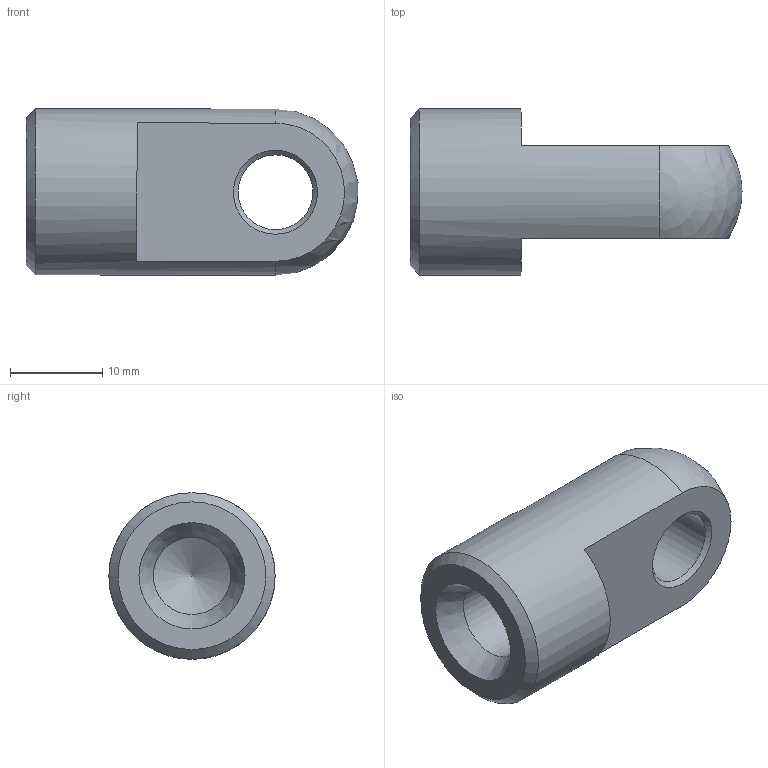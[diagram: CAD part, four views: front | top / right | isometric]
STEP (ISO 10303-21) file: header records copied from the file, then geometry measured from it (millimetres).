
FILE_DESCRIPTION(('FreeCAD Model'),'2;1');
FILE_NAME('Eye 14mm rod 8.1mm hole.stp','2016-02-25T13:28:25',('Author'),(''), 'Open CASCADE STEP processor 6.8','FreeCAD','Unknown');
FILE_SCHEMA(('AUTOMOTIVE_DESIGN_CC2 { 1 2 10303 214 -1 1 5 4 }'));
Length unit declared in the file: millimetre
Products named in the file (1): Baugruppe2
Bounding box: 35.95 x 18 x 18.05 mm (x, y, z)
Volume: 5264.8 mm3; surface area: 2727.2 mm2
Topology: 1 solids, 1 shells, 14 faces, 36 edges, 22 vertices
Faces by surface type: cone 5, plane 5, cylinder 3, sphere 1
Full cylindrical faces by diameter (mm): 8.1 x1, 8.376 x1, 18 x1
Entity records: 1587 total; most frequent: CARTESIAN_POINT 944, DIRECTION 104, ORIENTED_EDGE 66, PCURVE 66, DEFINITIONAL_REPRESENTATION 66, B_SPLINE_CURVE_WITH_KNOTS 41, AXIS2_PLACEMENT_3D 34, EDGE_CURVE 33
